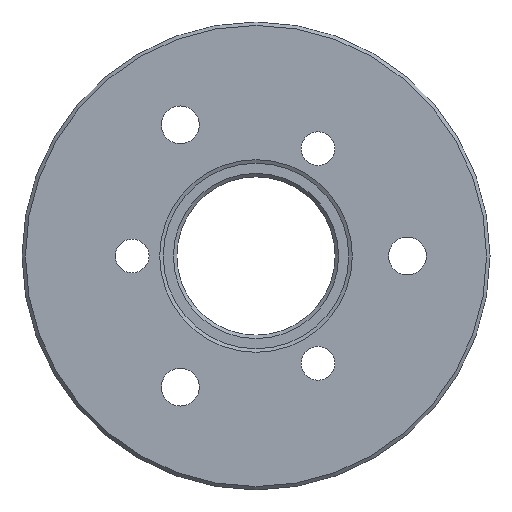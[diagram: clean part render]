
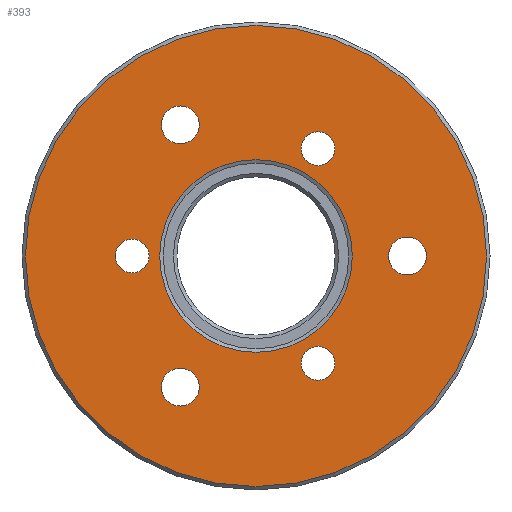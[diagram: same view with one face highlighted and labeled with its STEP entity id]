
A CAD part, left-side view. The second image highlights one B-rep face of the part: STEP entity #393.
In plain terms, the highlighted planar face has unit normal (-1, 0, 0).
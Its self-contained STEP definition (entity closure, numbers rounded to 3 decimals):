
#18=PLANE('',#435);
#43=FACE_BOUND('',#124,.T.);
#44=FACE_BOUND('',#125,.T.);
#45=FACE_BOUND('',#126,.T.);
#46=FACE_BOUND('',#127,.T.);
#47=FACE_BOUND('',#128,.T.);
#48=FACE_BOUND('',#129,.T.);
#49=FACE_BOUND('',#130,.T.);
#50=FACE_BOUND('',#131,.T.);
#124=EDGE_LOOP('',(#314));
#125=EDGE_LOOP('',(#315));
#126=EDGE_LOOP('',(#316));
#127=EDGE_LOOP('',(#317));
#128=EDGE_LOOP('',(#318));
#129=EDGE_LOOP('',(#319));
#130=EDGE_LOOP('',(#320));
#131=EDGE_LOOP('',(#321));
#194=CIRCLE('',#431,33.5);
#197=CIRCLE('',#436,14.);
#198=CIRCLE('',#437,2.459);
#199=CIRCLE('',#438,2.459);
#200=CIRCLE('',#439,2.459);
#201=CIRCLE('',#440,2.75);
#202=CIRCLE('',#441,2.75);
#203=CIRCLE('',#442,2.75);
#232=VERTEX_POINT('',#648);
#235=VERTEX_POINT('',#656);
#236=VERTEX_POINT('',#658);
#237=VERTEX_POINT('',#660);
#238=VERTEX_POINT('',#662);
#239=VERTEX_POINT('',#664);
#240=VERTEX_POINT('',#666);
#241=VERTEX_POINT('',#668);
#270=EDGE_CURVE('',#232,#232,#194,.T.);
#273=EDGE_CURVE('',#235,#235,#197,.T.);
#274=EDGE_CURVE('',#236,#236,#198,.T.);
#275=EDGE_CURVE('',#237,#237,#199,.T.);
#276=EDGE_CURVE('',#238,#238,#200,.T.);
#277=EDGE_CURVE('',#239,#239,#201,.T.);
#278=EDGE_CURVE('',#240,#240,#202,.T.);
#279=EDGE_CURVE('',#241,#241,#203,.T.);
#314=ORIENTED_EDGE('',*,*,#273,.T.);
#315=ORIENTED_EDGE('',*,*,#274,.T.);
#316=ORIENTED_EDGE('',*,*,#275,.T.);
#317=ORIENTED_EDGE('',*,*,#276,.T.);
#318=ORIENTED_EDGE('',*,*,#277,.T.);
#319=ORIENTED_EDGE('',*,*,#278,.T.);
#320=ORIENTED_EDGE('',*,*,#279,.T.);
#321=ORIENTED_EDGE('',*,*,#270,.F.);
#393=ADVANCED_FACE('',(#43,#44,#45,#46,#47,#48,#49,#50),#18,.T.);
#431=AXIS2_PLACEMENT_3D('',#649,#511,#512);
#435=AXIS2_PLACEMENT_3D('',#655,#519,#520);
#436=AXIS2_PLACEMENT_3D('',#657,#521,#522);
#437=AXIS2_PLACEMENT_3D('',#659,#523,#524);
#438=AXIS2_PLACEMENT_3D('',#661,#525,#526);
#439=AXIS2_PLACEMENT_3D('',#663,#527,#528);
#440=AXIS2_PLACEMENT_3D('',#665,#529,#530);
#441=AXIS2_PLACEMENT_3D('',#667,#531,#532);
#442=AXIS2_PLACEMENT_3D('',#669,#533,#534);
#511=DIRECTION('center_axis',(1.,0.,0.));
#512=DIRECTION('ref_axis',(0.,-1.,0.));
#519=DIRECTION('center_axis',(-1.,0.,0.));
#520=DIRECTION('ref_axis',(0.,0.,1.));
#521=DIRECTION('center_axis',(1.,0.,0.));
#522=DIRECTION('ref_axis',(0.,0.,-1.));
#523=DIRECTION('center_axis',(1.,0.,0.));
#524=DIRECTION('ref_axis',(0.,0.,-1.));
#525=DIRECTION('center_axis',(1.,0.,0.));
#526=DIRECTION('ref_axis',(0.,0.866,0.5));
#527=DIRECTION('center_axis',(1.,0.,0.));
#528=DIRECTION('ref_axis',(0.,-0.866,0.5));
#529=DIRECTION('center_axis',(1.,0.,0.));
#530=DIRECTION('ref_axis',(0.,0.,-1.));
#531=DIRECTION('center_axis',(1.,0.,0.));
#532=DIRECTION('ref_axis',(0.,0.866,0.5));
#533=DIRECTION('center_axis',(1.,0.,0.));
#534=DIRECTION('ref_axis',(0.,-0.866,0.5));
#648=CARTESIAN_POINT('',(-13.137,30.119,0.));
#649=CARTESIAN_POINT('Origin',(-13.137,-3.381,0.));
#655=CARTESIAN_POINT('Origin',(-13.137,30.619,0.));
#656=CARTESIAN_POINT('',(-13.137,10.619,0.));
#657=CARTESIAN_POINT('Origin',(-13.137,-3.381,0.));
#658=CARTESIAN_POINT('',(-13.137,14.619,2.459));
#659=CARTESIAN_POINT('Origin',(-13.137,14.619,0.));
#660=CARTESIAN_POINT('',(-13.137,-14.51,14.359));
#661=CARTESIAN_POINT('Origin',(-13.137,-12.381,15.588));
#662=CARTESIAN_POINT('',(-13.137,-10.252,-16.818));
#663=CARTESIAN_POINT('Origin',(-13.137,-12.381,-15.588));
#664=CARTESIAN_POINT('',(-13.137,-25.381,2.75));
#665=CARTESIAN_POINT('Origin',(-13.137,-25.381,0.));
#666=CARTESIAN_POINT('',(-13.137,5.237,-20.428));
#667=CARTESIAN_POINT('Origin',(-13.137,7.619,-19.053));
#668=CARTESIAN_POINT('',(-13.137,10.,17.678));
#669=CARTESIAN_POINT('Origin',(-13.137,7.619,19.053));
